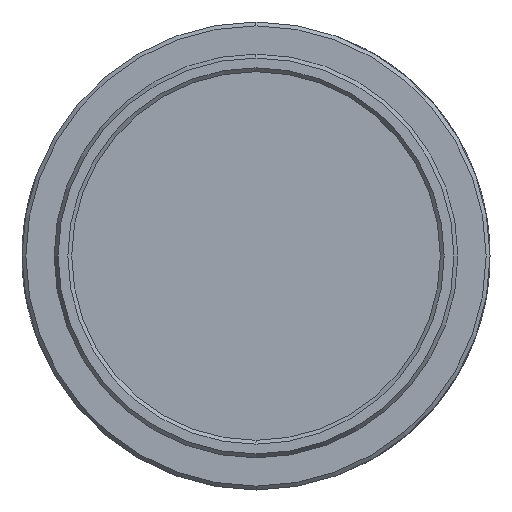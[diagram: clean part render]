
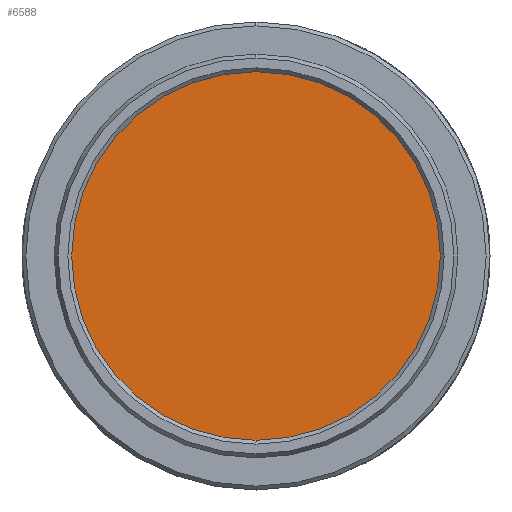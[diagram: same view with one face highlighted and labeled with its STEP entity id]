
A CAD part, left-side view. The second image highlights one B-rep face of the part: STEP entity #6588.
In plain terms, the highlighted planar face has unit normal (-1, 0, 0).
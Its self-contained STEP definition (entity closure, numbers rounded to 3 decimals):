
#35 = AXIS2_PLACEMENT_3D ( 'NONE', #6931, #11276, #2746 ) ;
#1617 = AXIS2_PLACEMENT_3D ( 'NONE', #12598, #11013, #14056 ) ;
#1766 = CIRCLE ( 'NONE', #35, 12.523 ) ;
#2746 = DIRECTION ( 'NONE',  ( 0., 0.792, 0.61 ) ) ;
#5346 = ORIENTED_EDGE ( 'NONE', *, *, #8006, .F. ) ;
#5376 = VERTEX_POINT ( 'NONE', #12998 ) ;
#6588 = ADVANCED_FACE ( 'NONE', ( #16738 ), #14331, .F. ) ;
#6931 = CARTESIAN_POINT ( 'NONE',  ( -1.905, 0., 0. ) ) ;
#6935 = EDGE_CURVE ( 'NONE', #8430, #5376, #9115, .T. ) ;
#7424 = CARTESIAN_POINT ( 'NONE',  ( -1.905, 0., 0. ) ) ;
#7961 = CARTESIAN_POINT ( 'NONE',  ( -1.905, -9.92, -7.644 ) ) ;
#8006 = EDGE_CURVE ( 'NONE', #5376, #8430, #1766, .T. ) ;
#8430 = VERTEX_POINT ( 'NONE', #7961 ) ;
#9115 = CIRCLE ( 'NONE', #1617, 12.523 ) ;
#11013 = DIRECTION ( 'NONE',  ( 1., 0., 0. ) ) ;
#11276 = DIRECTION ( 'NONE',  ( 1., 0., 0. ) ) ;
#12598 = CARTESIAN_POINT ( 'NONE',  ( -1.905, 0., 0. ) ) ;
#12998 = CARTESIAN_POINT ( 'NONE',  ( -1.905, 9.92, 7.644 ) ) ;
#13211 = AXIS2_PLACEMENT_3D ( 'NONE', #7424, #16060, #17499 ) ;
#14056 = DIRECTION ( 'NONE',  ( 0., 0.792, 0.61 ) ) ;
#14095 = EDGE_LOOP ( 'NONE', ( #5346, #15580 ) ) ;
#14331 = PLANE ( 'NONE',  #13211 ) ;
#15580 = ORIENTED_EDGE ( 'NONE', *, *, #6935, .F. ) ;
#16060 = DIRECTION ( 'NONE',  ( 1., 0., 0. ) ) ;
#16738 = FACE_OUTER_BOUND ( 'NONE', #14095, .T. ) ;
#17499 = DIRECTION ( 'NONE',  ( 0., 0.792, 0.61 ) ) ;
